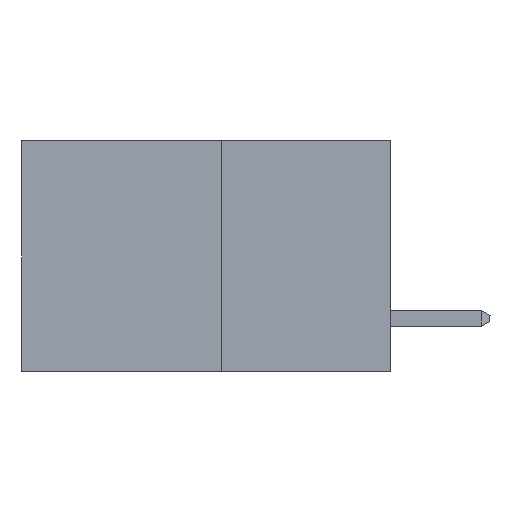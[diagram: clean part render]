
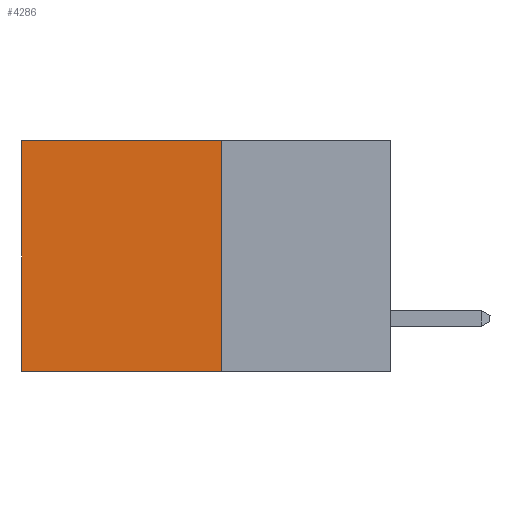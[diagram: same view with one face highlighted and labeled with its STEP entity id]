
A CAD part, left-side view. The second image highlights one B-rep face of the part: STEP entity #4286.
In plain terms, the highlighted planar face has unit normal (-1, 0, 0).
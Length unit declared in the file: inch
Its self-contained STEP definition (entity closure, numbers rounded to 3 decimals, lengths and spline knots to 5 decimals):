
#142 = LINE ( 'NONE', #10343, #22560 ) ;
#498 = CARTESIAN_POINT ( 'NONE',  ( 0.277, 0.27, 0. ) ) ;
#1017 = DIRECTION ( 'NONE',  ( 0., 0., -1. ) ) ;
#1315 = ORIENTED_EDGE ( 'NONE', *, *, #6221, .T. ) ;
#1501 = DIRECTION ( 'NONE',  ( 0., 0., -1. ) ) ;
#3207 = CARTESIAN_POINT ( 'NONE',  ( 0.277, 0.27, -0.37 ) ) ;
#3584 = VECTOR ( 'NONE', #15839, 39.37008 ) ;
#4286 = ADVANCED_FACE ( 'NONE', ( #12937 ), #20413, .F. ) ;
#4574 = DIRECTION ( 'NONE',  ( 0., 0., -1. ) ) ;
#5096 = LINE ( 'NONE', #16983, #9258 ) ;
#5340 = EDGE_CURVE ( 'NONE', #7086, #6442, #6246, .T. ) ;
#6221 = EDGE_CURVE ( 'NONE', #6442, #11367, #5096, .T. ) ;
#6246 = LINE ( 'NONE', #498, #19266 ) ;
#6442 = VERTEX_POINT ( 'NONE', #12317 ) ;
#7086 = VERTEX_POINT ( 'NONE', #13868 ) ;
#7105 = ORIENTED_EDGE ( 'NONE', *, *, #11368, .F. ) ;
#7648 = VERTEX_POINT ( 'NONE', #3207 ) ;
#8096 = ORIENTED_EDGE ( 'NONE', *, *, #21887, .F. ) ;
#8311 = LINE ( 'NONE', #8703, #3584 ) ;
#8703 = CARTESIAN_POINT ( 'NONE',  ( 0.277, 0.27, -0.37 ) ) ;
#9170 = ORIENTED_EDGE ( 'NONE', *, *, #5340, .T. ) ;
#9258 = VECTOR ( 'NONE', #4574, 39.37008 ) ;
#10343 = CARTESIAN_POINT ( 'NONE',  ( 0.277, 0.27, -0.37 ) ) ;
#11103 = DIRECTION ( 'NONE',  ( 0., 1., 0. ) ) ;
#11367 = VERTEX_POINT ( 'NONE', #14057 ) ;
#11368 = EDGE_CURVE ( 'NONE', #7648, #11367, #8311, .T. ) ;
#11629 = DIRECTION ( 'NONE',  ( 1., 0., 0. ) ) ;
#12317 = CARTESIAN_POINT ( 'NONE',  ( 0.277, 0.59, 0. ) ) ;
#12937 = FACE_OUTER_BOUND ( 'NONE', #15991, .T. ) ;
#13868 = CARTESIAN_POINT ( 'NONE',  ( 0.277, 0.27, 0. ) ) ;
#14057 = CARTESIAN_POINT ( 'NONE',  ( 0.277, 0.59, -0.37 ) ) ;
#15839 = DIRECTION ( 'NONE',  ( 0., 1., 0. ) ) ;
#15991 = EDGE_LOOP ( 'NONE', ( #1315, #7105, #8096, #9170 ) ) ;
#16983 = CARTESIAN_POINT ( 'NONE',  ( 0.277, 0.59, -0.37 ) ) ;
#18661 = CARTESIAN_POINT ( 'NONE',  ( 0.277, 0.27, -0.37 ) ) ;
#19021 = AXIS2_PLACEMENT_3D ( 'NONE', #18661, #11629, #1017 ) ;
#19266 = VECTOR ( 'NONE', #11103, 39.37008 ) ;
#20413 = PLANE ( 'NONE',  #19021 ) ;
#21887 = EDGE_CURVE ( 'NONE', #7086, #7648, #142, .T. ) ;
#22560 = VECTOR ( 'NONE', #1501, 39.37008 ) ;
